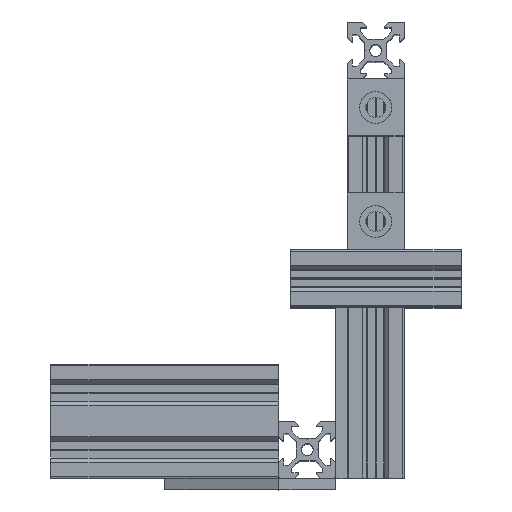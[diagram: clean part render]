
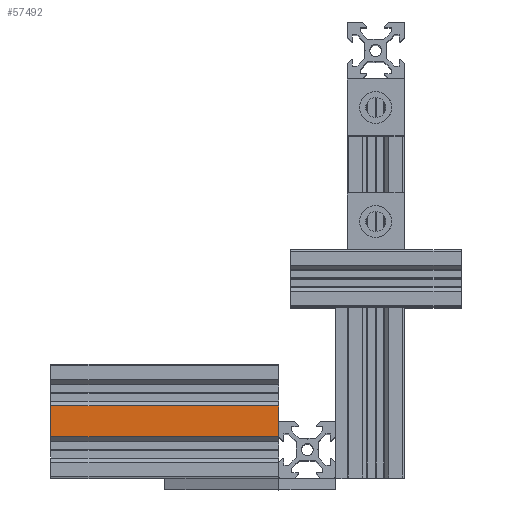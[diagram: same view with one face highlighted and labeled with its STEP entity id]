
A CAD part, top view. The second image highlights one B-rep face of the part: STEP entity #57492.
In plain terms, the highlighted planar face has unit normal (0, 0, 1).
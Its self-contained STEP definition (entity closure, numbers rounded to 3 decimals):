
#54152 = PLANE('',#54153);
#54153 = AXIS2_PLACEMENT_3D('',#54154,#54155,#54156);
#54154 = CARTESIAN_POINT('',(-94.,-140.,
    60.));
#54155 = DIRECTION('',(-1.,0.,0.));
#54156 = DIRECTION('',(0.,0.,1.));
#56543 = VERTEX_POINT('',#56544);
#56544 = CARTESIAN_POINT('',(-94.,-95.42,
    120.));
#56557 = PLANE('',#56558);
#56558 = AXIS2_PLACEMENT_3D('',#56559,#56560,#56561);
#56559 = CARTESIAN_POINT('',(-1514.,-97.71,
    117.71));
#56560 = DIRECTION('',(0.,0.707,
    -0.707));
#56561 = DIRECTION('',(0.,-0.707,
    -0.707));
#56568 = EDGE_CURVE('',#56569,#56543,#56571,.T.);
#56569 = VERTEX_POINT('',#56570);
#56570 = CARTESIAN_POINT('',(-94.,-84.58,
    120.));
#56571 = SURFACE_CURVE('',#56572,(#56576,#56582),.PCURVE_S1.);
#56572 = LINE('',#56573,#56574);
#56573 = CARTESIAN_POINT('',(-94.,-115.,
    120.));
#56574 = VECTOR('',#56575,1.);
#56575 = DIRECTION('',(0.,-1.,0.));
#56576 = PCURVE('',#54152,#56577);
#56577 = DEFINITIONAL_REPRESENTATION('',(#56578),#56581);
#56578 = B_SPLINE_CURVE_WITH_KNOTS('',1,(#56579,#56580),.UNSPECIFIED.,
  .F.,.F.,(2,2),(-31.504,-18.496),.PIECEWISE_BEZIER_KNOTS.);
#56579 = CARTESIAN_POINT('',(60.,56.504));
#56580 = CARTESIAN_POINT('',(60.,43.496));
#56581 = ( GEOMETRIC_REPRESENTATION_CONTEXT(2) 
PARAMETRIC_REPRESENTATION_CONTEXT() REPRESENTATION_CONTEXT('2D SPACE',''
  ) );
#56582 = PCURVE('',#56583,#56588);
#56583 = PLANE('',#56584);
#56584 = AXIS2_PLACEMENT_3D('',#56585,#56586,#56587);
#56585 = CARTESIAN_POINT('',(-1514.,-90.,
    120.));
#56586 = DIRECTION('',(0.,0.,-1.));
#56587 = DIRECTION('',(-1.,0.,0.));
#56588 = DEFINITIONAL_REPRESENTATION('',(#56589),#56592);
#56589 = B_SPLINE_CURVE_WITH_KNOTS('',1,(#56590,#56591),.UNSPECIFIED.,
  .F.,.F.,(2,2),(-31.504,-18.496),.PIECEWISE_BEZIER_KNOTS.);
#56590 = CARTESIAN_POINT('',(-1420.,6.504));
#56591 = CARTESIAN_POINT('',(-1420.,-6.504));
#56592 = ( GEOMETRIC_REPRESENTATION_CONTEXT(2) 
PARAMETRIC_REPRESENTATION_CONTEXT() REPRESENTATION_CONTEXT('2D SPACE',''
  ) );
#56609 = PLANE('',#56610);
#56610 = AXIS2_PLACEMENT_3D('',#56611,#56612,#56613);
#56611 = CARTESIAN_POINT('',(-1514.,-82.29,
    117.71));
#56612 = DIRECTION('',(0.,0.707,0.707)
  );
#56613 = DIRECTION('',(0.,0.707,
    -0.707));
#57193 = PLANE('',#57194);
#57194 = AXIS2_PLACEMENT_3D('',#57195,#57196,#57197);
#57195 = CARTESIAN_POINT('',(-14.,-90.,
    110.));
#57196 = DIRECTION('',(-1.,0.,0.));
#57197 = DIRECTION('',(0.,0.,1.));
#57448 = VERTEX_POINT('',#57449);
#57449 = CARTESIAN_POINT('',(-14.,-84.58,
    120.));
#57472 = EDGE_CURVE('',#56569,#57448,#57473,.T.);
#57473 = SURFACE_CURVE('',#57474,(#57478,#57485),.PCURVE_S1.);
#57474 = LINE('',#57475,#57476);
#57475 = CARTESIAN_POINT('',(-1514.,-84.58,
    120.));
#57476 = VECTOR('',#57477,1.);
#57477 = DIRECTION('',(1.,-0.,0.));
#57478 = PCURVE('',#56609,#57479);
#57479 = DEFINITIONAL_REPRESENTATION('',(#57480),#57484);
#57480 = LINE('',#57481,#57482);
#57481 = CARTESIAN_POINT('',(-3.239,0.));
#57482 = VECTOR('',#57483,1.);
#57483 = DIRECTION('',(0.,-1.));
#57484 = ( GEOMETRIC_REPRESENTATION_CONTEXT(2) 
PARAMETRIC_REPRESENTATION_CONTEXT() REPRESENTATION_CONTEXT('2D SPACE',''
  ) );
#57485 = PCURVE('',#56583,#57486);
#57486 = DEFINITIONAL_REPRESENTATION('',(#57487),#57491);
#57487 = LINE('',#57488,#57489);
#57488 = CARTESIAN_POINT('',(0.,5.42));
#57489 = VECTOR('',#57490,1.);
#57490 = DIRECTION('',(-1.,0.));
#57491 = ( GEOMETRIC_REPRESENTATION_CONTEXT(2) 
PARAMETRIC_REPRESENTATION_CONTEXT() REPRESENTATION_CONTEXT('2D SPACE',''
  ) );
#57492 = ADVANCED_FACE('',(#57493),#56583,.F.);
#57493 = FACE_BOUND('',#57494,.F.);
#57494 = EDGE_LOOP('',(#57495,#57518,#57539,#57540));
#57495 = ORIENTED_EDGE('',*,*,#57496,.F.);
#57496 = EDGE_CURVE('',#57497,#57448,#57499,.T.);
#57497 = VERTEX_POINT('',#57498);
#57498 = CARTESIAN_POINT('',(-14.,-95.42,
    120.));
#57499 = SURFACE_CURVE('',#57500,(#57504,#57511),.PCURVE_S1.);
#57500 = LINE('',#57501,#57502);
#57501 = CARTESIAN_POINT('',(-14.,-90.,
    120.));
#57502 = VECTOR('',#57503,1.);
#57503 = DIRECTION('',(0.,1.,0.));
#57504 = PCURVE('',#56583,#57505);
#57505 = DEFINITIONAL_REPRESENTATION('',(#57506),#57510);
#57506 = LINE('',#57507,#57508);
#57507 = CARTESIAN_POINT('',(-1500.,0.));
#57508 = VECTOR('',#57509,1.);
#57509 = DIRECTION('',(0.,1.));
#57510 = ( GEOMETRIC_REPRESENTATION_CONTEXT(2) 
PARAMETRIC_REPRESENTATION_CONTEXT() REPRESENTATION_CONTEXT('2D SPACE',''
  ) );
#57511 = PCURVE('',#57193,#57512);
#57512 = DEFINITIONAL_REPRESENTATION('',(#57513),#57517);
#57513 = LINE('',#57514,#57515);
#57514 = CARTESIAN_POINT('',(10.,0.));
#57515 = VECTOR('',#57516,1.);
#57516 = DIRECTION('',(0.,1.));
#57517 = ( GEOMETRIC_REPRESENTATION_CONTEXT(2) 
PARAMETRIC_REPRESENTATION_CONTEXT() REPRESENTATION_CONTEXT('2D SPACE',''
  ) );
#57518 = ORIENTED_EDGE('',*,*,#57519,.F.);
#57519 = EDGE_CURVE('',#56543,#57497,#57520,.T.);
#57520 = SURFACE_CURVE('',#57521,(#57525,#57532),.PCURVE_S1.);
#57521 = LINE('',#57522,#57523);
#57522 = CARTESIAN_POINT('',(-1514.,-95.42,
    120.));
#57523 = VECTOR('',#57524,1.);
#57524 = DIRECTION('',(1.,-0.,0.));
#57525 = PCURVE('',#56583,#57526);
#57526 = DEFINITIONAL_REPRESENTATION('',(#57527),#57531);
#57527 = LINE('',#57528,#57529);
#57528 = CARTESIAN_POINT('',(0.,-5.42));
#57529 = VECTOR('',#57530,1.);
#57530 = DIRECTION('',(-1.,0.));
#57531 = ( GEOMETRIC_REPRESENTATION_CONTEXT(2) 
PARAMETRIC_REPRESENTATION_CONTEXT() REPRESENTATION_CONTEXT('2D SPACE',''
  ) );
#57532 = PCURVE('',#56557,#57533);
#57533 = DEFINITIONAL_REPRESENTATION('',(#57534),#57538);
#57534 = LINE('',#57535,#57536);
#57535 = CARTESIAN_POINT('',(-3.239,0.));
#57536 = VECTOR('',#57537,1.);
#57537 = DIRECTION('',(0.,-1.));
#57538 = ( GEOMETRIC_REPRESENTATION_CONTEXT(2) 
PARAMETRIC_REPRESENTATION_CONTEXT() REPRESENTATION_CONTEXT('2D SPACE',''
  ) );
#57539 = ORIENTED_EDGE('',*,*,#56568,.F.);
#57540 = ORIENTED_EDGE('',*,*,#57472,.T.);
